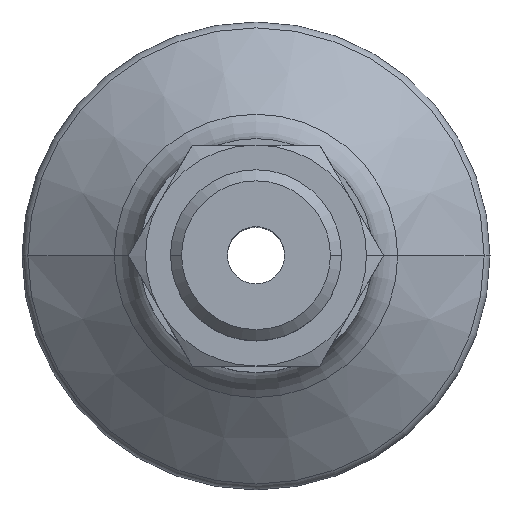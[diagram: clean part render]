
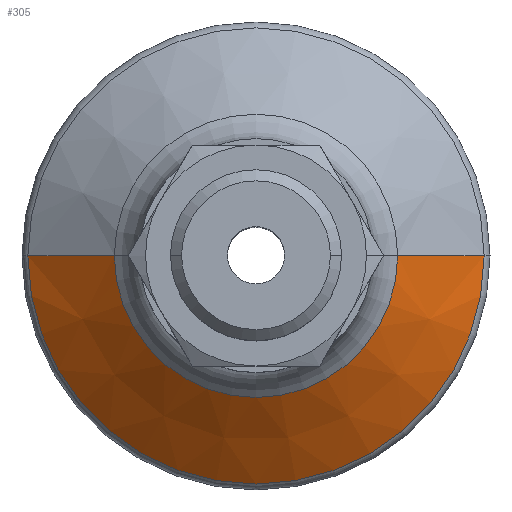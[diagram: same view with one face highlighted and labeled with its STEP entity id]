
A CAD part, top view. The second image highlights one B-rep face of the part: STEP entity #305.
In plain terms, the highlighted conical face has half-angle 51.622 degrees and reference radius 14.22 mm.
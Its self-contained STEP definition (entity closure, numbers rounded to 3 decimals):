
#23 = AXIS2_PLACEMENT_3D ( 'NONE', #746, #1768, #1242 ) ;
#49 = DIRECTION ( 'NONE',  ( 1., 0., 0. ) ) ;
#65 = EDGE_CURVE ( 'NONE', #1770, #2194, #802, .T. ) ;
#70 = VECTOR ( 'NONE', #1088, 1000. ) ;
#254 = CARTESIAN_POINT ( 'NONE',  ( -17.545, 0., 10.245 ) ) ;
#305 = ADVANCED_FACE ( 'NONE', ( #1773 ), #913, .T. ) ;
#359 = ORIENTED_EDGE ( 'NONE', *, *, #570, .F. ) ;
#417 = AXIS2_PLACEMENT_3D ( 'NONE', #1754, #1763, #49 ) ;
#434 = LINE ( 'NONE', #1620, #70 ) ;
#491 = ORIENTED_EDGE ( 'NONE', *, *, #1621, .T. ) ;
#499 = CARTESIAN_POINT ( 'NONE',  ( -10.895, 0., 15.512 ) ) ;
#570 = EDGE_CURVE ( 'NONE', #1770, #1005, #1034, .T. ) ;
#746 = CARTESIAN_POINT ( 'NONE',  ( 0., 0., 15.512 ) ) ;
#802 = CIRCLE ( 'NONE', #23, 10.895 ) ;
#895 = EDGE_CURVE ( 'NONE', #1005, #1951, #1161, .T. ) ;
#913 = CONICAL_SURFACE ( 'NONE', #417, 14.22, 0.901 ) ;
#985 = EDGE_LOOP ( 'NONE', ( #1819, #491, #1405, #359 ) ) ;
#997 = CARTESIAN_POINT ( 'NONE',  ( 0., 0., 10.245 ) ) ;
#1005 = VERTEX_POINT ( 'NONE', #1794 ) ;
#1034 = LINE ( 'NONE', #1373, #1629 ) ;
#1057 = AXIS2_PLACEMENT_3D ( 'NONE', #997, #1257, #1450 ) ;
#1088 = DIRECTION ( 'NONE',  ( -0.784, 0., -0.621 ) ) ;
#1146 = DIRECTION ( 'NONE',  ( 0.784, 0., -0.621 ) ) ;
#1161 = CIRCLE ( 'NONE', #1057, 17.545 ) ;
#1242 = DIRECTION ( 'NONE',  ( 1., 0., 0. ) ) ;
#1257 = DIRECTION ( 'NONE',  ( 0., 0., -1. ) ) ;
#1373 = CARTESIAN_POINT ( 'NONE',  ( 14.22, 0., 12.879 ) ) ;
#1405 = ORIENTED_EDGE ( 'NONE', *, *, #895, .F. ) ;
#1450 = DIRECTION ( 'NONE',  ( 1., 0., 0. ) ) ;
#1620 = CARTESIAN_POINT ( 'NONE',  ( -14.22, 0., 12.879 ) ) ;
#1621 = EDGE_CURVE ( 'NONE', #2194, #1951, #434, .T. ) ;
#1629 = VECTOR ( 'NONE', #1146, 1000. ) ;
#1754 = CARTESIAN_POINT ( 'NONE',  ( 0., 0., 12.879 ) ) ;
#1763 = DIRECTION ( 'NONE',  ( 0., 0., -1. ) ) ;
#1768 = DIRECTION ( 'NONE',  ( 0., 0., -1. ) ) ;
#1770 = VERTEX_POINT ( 'NONE', #1997 ) ;
#1773 = FACE_OUTER_BOUND ( 'NONE', #985, .T. ) ;
#1794 = CARTESIAN_POINT ( 'NONE',  ( 17.545, 0., 10.245 ) ) ;
#1819 = ORIENTED_EDGE ( 'NONE', *, *, #65, .T. ) ;
#1951 = VERTEX_POINT ( 'NONE', #254 ) ;
#1997 = CARTESIAN_POINT ( 'NONE',  ( 10.895, 0., 15.512 ) ) ;
#2194 = VERTEX_POINT ( 'NONE', #499 ) ;
